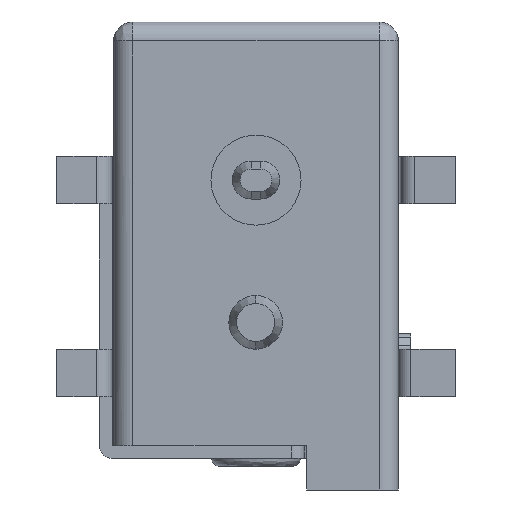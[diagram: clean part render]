
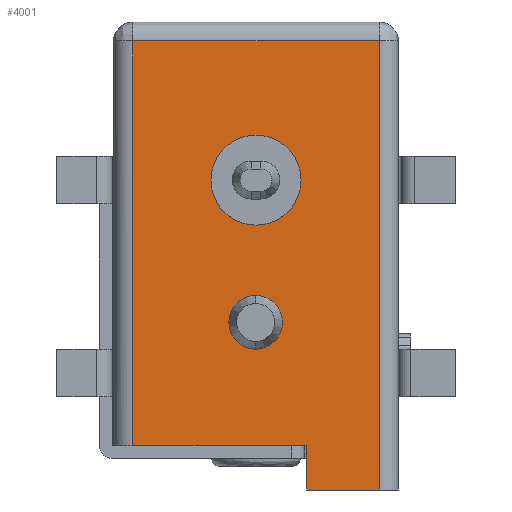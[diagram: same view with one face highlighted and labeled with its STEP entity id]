
A CAD part, front view. The second image highlights one B-rep face of the part: STEP entity #4001.
In plain terms, the highlighted planar face has unit normal (0, -1, 0).
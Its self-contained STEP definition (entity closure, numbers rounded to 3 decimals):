
#26 = EDGE_CURVE ( 'NONE', #2612, #3522, #1363, .T. ) ;
#53 = DIRECTION ( 'NONE',  ( 0., 1., 0. ) ) ;
#56 = VERTEX_POINT ( 'NONE', #3102 ) ;
#93 = ORIENTED_EDGE ( 'NONE', *, *, #1218, .T. ) ;
#337 = CARTESIAN_POINT ( 'NONE',  ( -0.01, 0., -9.5 ) ) ;
#352 = LINE ( 'NONE', #4788, #4541 ) ;
#397 = FACE_OUTER_BOUND ( 'NONE', #2972, .T. ) ;
#438 = ORIENTED_EDGE ( 'NONE', *, *, #4445, .T. ) ;
#454 = CARTESIAN_POINT ( 'NONE',  ( -3.9, 0., -13.4 ) ) ;
#653 = LINE ( 'NONE', #3587, #4842 ) ;
#731 = CARTESIAN_POINT ( 'NONE',  ( 0., 0., -3.575 ) ) ;
#753 = DIRECTION ( 'NONE',  ( 0., 0., 1. ) ) ;
#905 = DIRECTION ( 'NONE',  ( 0., -1., 0. ) ) ;
#1022 = EDGE_CURVE ( 'NONE', #3611, #3659, #352, .T. ) ;
#1026 = ORIENTED_EDGE ( 'NONE', *, *, #2340, .T. ) ;
#1078 = DIRECTION ( 'NONE',  ( 0., 1., 0. ) ) ;
#1218 = EDGE_CURVE ( 'NONE', #2283, #56, #2324, .T. ) ;
#1226 = VECTOR ( 'NONE', #2014, 1000. ) ;
#1288 = VECTOR ( 'NONE', #5001, 1000. ) ;
#1359 = CARTESIAN_POINT ( 'NONE',  ( 1.6, 0., -34.069 ) ) ;
#1363 = CIRCLE ( 'NONE', #1571, 0.85 ) ;
#1373 = CARTESIAN_POINT ( 'NONE',  ( 1.6, 0., -13.4 ) ) ;
#1415 = DIRECTION ( 'NONE',  ( 0., 1., 0. ) ) ;
#1499 = CARTESIAN_POINT ( 'NONE',  ( -3.9, 0., -13.4 ) ) ;
#1535 = ORIENTED_EDGE ( 'NONE', *, *, #3953, .T. ) ;
#1561 = ORIENTED_EDGE ( 'NONE', *, *, #1022, .F. ) ;
#1571 = AXIS2_PLACEMENT_3D ( 'NONE', #3507, #1078, #3926 ) ;
#1583 = DIRECTION ( 'NONE',  ( 1., 0., 0. ) ) ;
#1647 = CARTESIAN_POINT ( 'NONE',  ( -0.01, 0., -8.65 ) ) ;
#1693 = ORIENTED_EDGE ( 'NONE', *, *, #26, .T. ) ;
#1743 = CARTESIAN_POINT ( 'NONE',  ( 3.9, 0., -0.6 ) ) ;
#1956 = EDGE_CURVE ( 'NONE', #3175, #2239, #2370, .T. ) ;
#1975 = CARTESIAN_POINT ( 'NONE',  ( -0.01, 0., -10.35 ) ) ;
#1977 = EDGE_LOOP ( 'NONE', ( #1535, #93 ) ) ;
#1982 = AXIS2_PLACEMENT_3D ( 'NONE', #3333, #905, #3745 ) ;
#2006 = LINE ( 'NONE', #1499, #5098 ) ;
#2014 = DIRECTION ( 'NONE',  ( 0., 0., 1. ) ) ;
#2022 = ORIENTED_EDGE ( 'NONE', *, *, #4287, .T. ) ;
#2104 = AXIS2_PLACEMENT_3D ( 'NONE', #337, #3187, #753 ) ;
#2239 = VERTEX_POINT ( 'NONE', #4746 ) ;
#2283 = VERTEX_POINT ( 'NONE', #731 ) ;
#2324 = CIRCLE ( 'NONE', #2732, 1.425 ) ;
#2340 = EDGE_CURVE ( 'NONE', #2239, #3978, #653, .T. ) ;
#2370 = LINE ( 'NONE', #1359, #1288 ) ;
#2392 = EDGE_CURVE ( 'NONE', #3978, #3659, #4471, .T. ) ;
#2471 = CARTESIAN_POINT ( 'NONE',  ( 0., 0., -5. ) ) ;
#2497 = CARTESIAN_POINT ( 'NONE',  ( 0., 0., -5. ) ) ;
#2543 = CIRCLE ( 'NONE', #2104, 0.85 ) ;
#2558 = CIRCLE ( 'NONE', #4520, 1.425 ) ;
#2612 = VERTEX_POINT ( 'NONE', #1975 ) ;
#2732 = AXIS2_PLACEMENT_3D ( 'NONE', #2471, #1415, #4258 ) ;
#2856 = ORIENTED_EDGE ( 'NONE', *, *, #2392, .T. ) ;
#2913 = DIRECTION ( 'NONE',  ( 0., 0., -1. ) ) ;
#2972 = EDGE_LOOP ( 'NONE', ( #4023, #1026, #2856, #1561, #3893, #438 ) ) ;
#3102 = CARTESIAN_POINT ( 'NONE',  ( 0., 0., -6.425 ) ) ;
#3175 = VERTEX_POINT ( 'NONE', #1373 ) ;
#3184 = DIRECTION ( 'NONE',  ( 1., 0., 0. ) ) ;
#3187 = DIRECTION ( 'NONE',  ( 0., 1., 0. ) ) ;
#3225 = VECTOR ( 'NONE', #4960, 1000. ) ;
#3300 = EDGE_CURVE ( 'NONE', #3611, #3957, #2006, .T. ) ;
#3333 = CARTESIAN_POINT ( 'NONE',  ( 3.9, 0., -13.4 ) ) ;
#3507 = CARTESIAN_POINT ( 'NONE',  ( -0.01, 0., -9.5 ) ) ;
#3522 = VERTEX_POINT ( 'NONE', #1647 ) ;
#3587 = CARTESIAN_POINT ( 'NONE',  ( 3.9, 0., -14.8 ) ) ;
#3611 = VERTEX_POINT ( 'NONE', #4114 ) ;
#3649 = FACE_BOUND ( 'NONE', #1977, .T. ) ;
#3659 = VERTEX_POINT ( 'NONE', #1743 ) ;
#3745 = DIRECTION ( 'NONE',  ( 0., 0., -1. ) ) ;
#3893 = ORIENTED_EDGE ( 'NONE', *, *, #3300, .T. ) ;
#3926 = DIRECTION ( 'NONE',  ( 0., 0., 1. ) ) ;
#3939 = DIRECTION ( 'NONE',  ( 0., 0., -1. ) ) ;
#3953 = EDGE_CURVE ( 'NONE', #56, #2283, #2558, .T. ) ;
#3957 = VERTEX_POINT ( 'NONE', #454 ) ;
#3978 = VERTEX_POINT ( 'NONE', #4923 ) ;
#4001 = ADVANCED_FACE ( 'NONE', ( #4586, #3649, #397 ), #4517, .T. ) ;
#4023 = ORIENTED_EDGE ( 'NONE', *, *, #1956, .T. ) ;
#4114 = CARTESIAN_POINT ( 'NONE',  ( -3.9, 0., -0.6 ) ) ;
#4258 = DIRECTION ( 'NONE',  ( 0., 0., -1. ) ) ;
#4287 = EDGE_CURVE ( 'NONE', #3522, #2612, #2543, .T. ) ;
#4445 = EDGE_CURVE ( 'NONE', #3957, #3175, #4672, .T. ) ;
#4471 = LINE ( 'NONE', #5250, #1226 ) ;
#4517 = PLANE ( 'NONE',  #1982 ) ;
#4520 = AXIS2_PLACEMENT_3D ( 'NONE', #2497, #53, #2913 ) ;
#4541 = VECTOR ( 'NONE', #3184, 1000. ) ;
#4566 = CARTESIAN_POINT ( 'NONE',  ( 3.9, 0., -13.4 ) ) ;
#4586 = FACE_BOUND ( 'NONE', #5077, .T. ) ;
#4672 = LINE ( 'NONE', #4566, #3225 ) ;
#4746 = CARTESIAN_POINT ( 'NONE',  ( 1.6, 0., -14.8 ) ) ;
#4788 = CARTESIAN_POINT ( 'NONE',  ( -3.9, 0., -0.6 ) ) ;
#4842 = VECTOR ( 'NONE', #1583, 1000. ) ;
#4923 = CARTESIAN_POINT ( 'NONE',  ( 3.9, 0., -14.8 ) ) ;
#4960 = DIRECTION ( 'NONE',  ( 1., 0., 0. ) ) ;
#5001 = DIRECTION ( 'NONE',  ( 0., 0., -1. ) ) ;
#5077 = EDGE_LOOP ( 'NONE', ( #2022, #1693 ) ) ;
#5098 = VECTOR ( 'NONE', #3939, 1000. ) ;
#5250 = CARTESIAN_POINT ( 'NONE',  ( 3.9, 0., -13.4 ) ) ;
